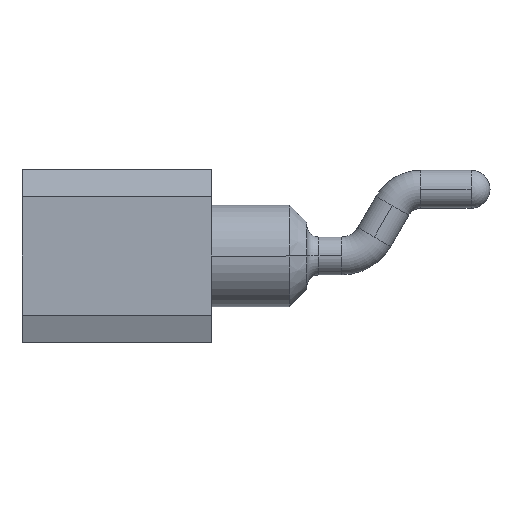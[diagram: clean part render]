
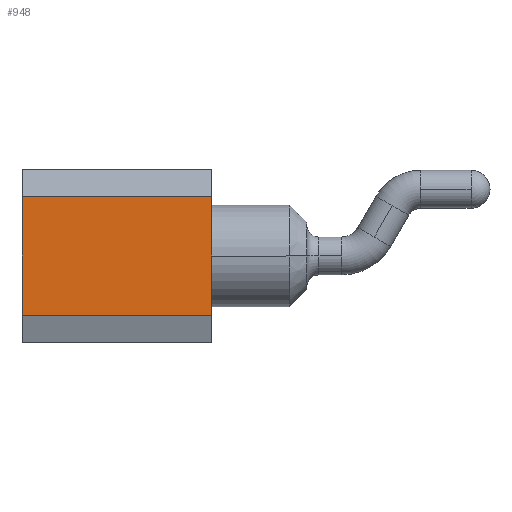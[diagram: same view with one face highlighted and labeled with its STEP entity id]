
A CAD part, left-side view. The second image highlights one B-rep face of the part: STEP entity #948.
In plain terms, the highlighted planar face has unit normal (-1, 0, 0).
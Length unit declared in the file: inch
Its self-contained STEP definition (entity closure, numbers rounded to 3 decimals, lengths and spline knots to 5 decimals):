
#53 = EDGE_LOOP ( 'NONE', ( #381, #1745, #2244, #3007 ) ) ;
#177 = EDGE_CURVE ( 'NONE', #3381, #2076, #730, .T. ) ;
#195 = CARTESIAN_POINT ( 'NONE',  ( -0.01203, -0.11, -0.08425 ) ) ;
#264 = VECTOR ( 'NONE', #2921, 39.37008 ) ;
#381 = ORIENTED_EDGE ( 'NONE', *, *, #3291, .F. ) ;
#594 = VECTOR ( 'NONE', #3127, 39.37008 ) ;
#730 = LINE ( 'NONE', #195, #3328 ) ;
#948 = ADVANCED_FACE ( 'NONE', ( #1428 ), #2477, .T. ) ;
#1129 = VERTEX_POINT ( 'NONE', #1712 ) ;
#1265 = CARTESIAN_POINT ( 'NONE',  ( -0.01203, -0.11, -0.08425 ) ) ;
#1350 = DIRECTION ( 'NONE',  ( 0., 0., 1. ) ) ;
#1400 = LINE ( 'NONE', #2975, #2312 ) ;
#1428 = FACE_OUTER_BOUND ( 'NONE', #53, .T. ) ;
#1612 = LINE ( 'NONE', #2131, #264 ) ;
#1626 = CARTESIAN_POINT ( 'NONE',  ( -0.01203, -0.11, -0.08425 ) ) ;
#1712 = CARTESIAN_POINT ( 'NONE',  ( -0.01203, 0., -0.01575 ) ) ;
#1745 = ORIENTED_EDGE ( 'NONE', *, *, #177, .F. ) ;
#1782 = LINE ( 'NONE', #1265, #594 ) ;
#1813 = VERTEX_POINT ( 'NONE', #1881 ) ;
#1881 = CARTESIAN_POINT ( 'NONE',  ( -0.01203, -0.11, -0.01575 ) ) ;
#2076 = VERTEX_POINT ( 'NONE', #2560 ) ;
#2094 = DIRECTION ( 'NONE',  ( 0., 1., 0. ) ) ;
#2131 = CARTESIAN_POINT ( 'NONE',  ( -0.01203, 0., -0.08425 ) ) ;
#2138 = AXIS2_PLACEMENT_3D ( 'NONE', #1626, #2303, #1350 ) ;
#2149 = DIRECTION ( 'NONE',  ( 0., 1., 0. ) ) ;
#2178 = CARTESIAN_POINT ( 'NONE',  ( -0.01203, -0.11, -0.08425 ) ) ;
#2244 = ORIENTED_EDGE ( 'NONE', *, *, #2861, .T. ) ;
#2303 = DIRECTION ( 'NONE',  ( -1., 0., 0. ) ) ;
#2312 = VECTOR ( 'NONE', #2149, 39.37008 ) ;
#2477 = PLANE ( 'NONE',  #2138 ) ;
#2560 = CARTESIAN_POINT ( 'NONE',  ( -0.01203, 0., -0.08425 ) ) ;
#2861 = EDGE_CURVE ( 'NONE', #3381, #1813, #1782, .T. ) ;
#2921 = DIRECTION ( 'NONE',  ( 0., 0., 1. ) ) ;
#2975 = CARTESIAN_POINT ( 'NONE',  ( -0.01203, -0.11, -0.01575 ) ) ;
#3007 = ORIENTED_EDGE ( 'NONE', *, *, #3390, .T. ) ;
#3127 = DIRECTION ( 'NONE',  ( 0., 0., 1. ) ) ;
#3291 = EDGE_CURVE ( 'NONE', #2076, #1129, #1612, .T. ) ;
#3328 = VECTOR ( 'NONE', #2094, 39.37008 ) ;
#3381 = VERTEX_POINT ( 'NONE', #2178 ) ;
#3390 = EDGE_CURVE ( 'NONE', #1813, #1129, #1400, .T. ) ;
